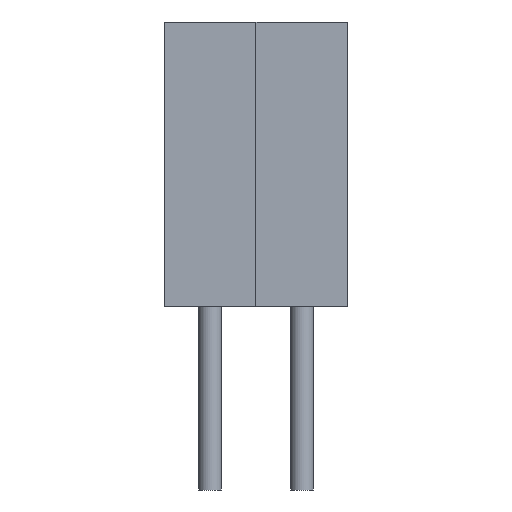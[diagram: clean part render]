
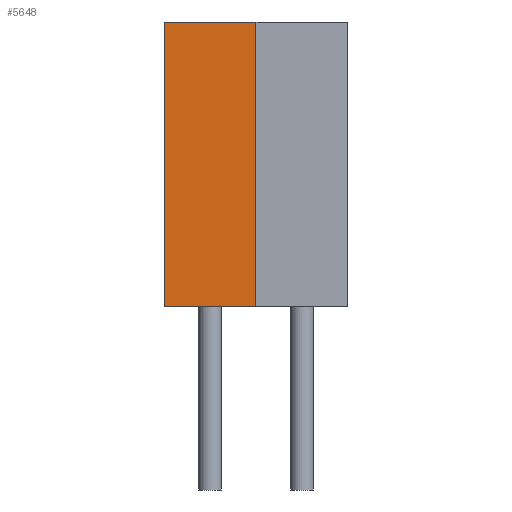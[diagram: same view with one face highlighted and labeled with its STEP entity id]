
A CAD part, left-side view. The second image highlights one B-rep face of the part: STEP entity #5648.
In plain terms, the highlighted planar face has unit normal (-1, 0, 0).
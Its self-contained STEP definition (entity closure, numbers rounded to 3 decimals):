
#5328=CARTESIAN_POINT('',(-1.27,1.27,0.762));
#5327=VERTEX_POINT('',#5328);
#5346=CARTESIAN_POINT('',(-1.27,1.27,8.636));
#5345=VERTEX_POINT('',#5346);
#5354=EDGE_CURVE('',#5327,#5345,#5359,.T.);
#5359=LINE('',#5328,#5361);
#5361=VECTOR('',#5362,7.874);
#5362=DIRECTION('',(0.0,0.0,1.0));
#5375=CARTESIAN_POINT('',(-1.27,3.81,0.762));
#5374=VERTEX_POINT('',#5375);
#5385=CARTESIAN_POINT('',(-1.27,3.81,8.636));
#5384=VERTEX_POINT('',#5385);
#5383=EDGE_CURVE('',#5384,#5374,#5388,.T.);
#5388=LINE('',#5385,#5390);
#5390=VECTOR('',#5391,7.874);
#5391=DIRECTION('',(0.0,0.0,-1.0));
#5454=EDGE_CURVE('',#5345,#5384,#5459,.T.);
#5459=LINE('',#5346,#5461);
#5461=VECTOR('',#5462,2.54);
#5462=DIRECTION('',(0.0,1.0,0.0));
#5527=EDGE_CURVE('',#5374,#5327,#5532,.T.);
#5532=LINE('',#5375,#5534);
#5534=VECTOR('',#5535,2.54);
#5535=DIRECTION('',(0.0,-1.0,0.0));
#5648=ADVANCED_FACE('',(#5654),#5649,.T.);
#5649=PLANE('',#5650);
#5650=AXIS2_PLACEMENT_3D('',#5651,#5652,#5653);
#5651=CARTESIAN_POINT('',(-1.27,1.27,8.636));
#5652=DIRECTION('',(-1.0,0.0,0.0));
#5653=DIRECTION('',(0.,0.,1.));
#5654=FACE_OUTER_BOUND('',#5655,.T.);
#5655=EDGE_LOOP('',(#5656,#5666,#5676,#5686));
#5656=ORIENTED_EDGE('',*,*,#5454,.T.);
#5666=ORIENTED_EDGE('',*,*,#5383,.T.);
#5676=ORIENTED_EDGE('',*,*,#5527,.T.);
#5686=ORIENTED_EDGE('',*,*,#5354,.T.);
